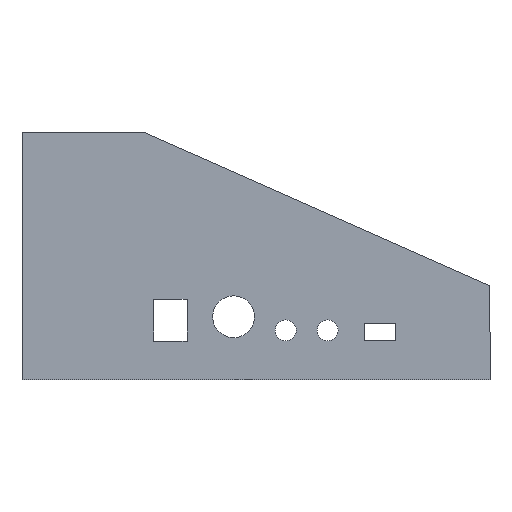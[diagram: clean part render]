
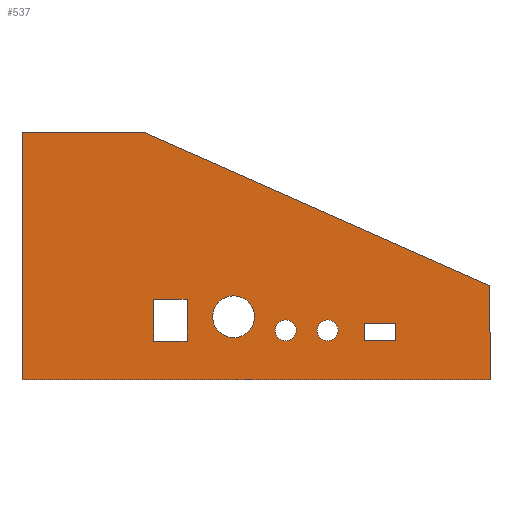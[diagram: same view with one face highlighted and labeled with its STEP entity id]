
A CAD part, left-side view. The second image highlights one B-rep face of the part: STEP entity #537.
In plain terms, the highlighted planar face has unit normal (-1, 0, 0).
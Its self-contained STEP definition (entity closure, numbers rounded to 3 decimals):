
#40 = VERTEX_POINT('',#41);
#41 = CARTESIAN_POINT('',(0.,0.,0.));
#58 = VERTEX_POINT('',#59);
#59 = CARTESIAN_POINT('',(0.,134.,0.));
#65 = EDGE_CURVE('',#40,#58,#66,.T.);
#66 = LINE('',#67,#68);
#67 = CARTESIAN_POINT('',(0.,0.,0.));
#68 = VECTOR('',#69,1.);
#69 = DIRECTION('',(0.,1.,0.));
#89 = VERTEX_POINT('',#90);
#90 = CARTESIAN_POINT('',(0.,134.,71.));
#96 = EDGE_CURVE('',#58,#89,#97,.T.);
#97 = LINE('',#98,#99);
#98 = CARTESIAN_POINT('',(0.,134.,0.));
#99 = VECTOR('',#100,1.);
#100 = DIRECTION('',(0.,0.,1.));
#120 = VERTEX_POINT('',#121);
#121 = CARTESIAN_POINT('',(0.,99.32,71.));
#127 = EDGE_CURVE('',#89,#120,#128,.T.);
#128 = LINE('',#129,#130);
#129 = CARTESIAN_POINT('',(0.,134.,71.));
#130 = VECTOR('',#131,1.);
#131 = DIRECTION('',(0.,-1.,0.));
#142 = VERTEX_POINT('',#143);
#143 = CARTESIAN_POINT('',(0.,0.,27.));
#158 = EDGE_CURVE('',#142,#120,#159,.T.);
#159 = LINE('',#160,#161);
#160 = CARTESIAN_POINT('',(0.,0.,27.));
#161 = VECTOR('',#162,1.);
#162 = DIRECTION('',(0.,0.914,0.405)
  );
#180 = EDGE_CURVE('',#40,#142,#181,.T.);
#181 = LINE('',#182,#183);
#182 = CARTESIAN_POINT('',(0.,0.,0.));
#183 = VECTOR('',#184,1.);
#184 = DIRECTION('',(0.,0.,1.));
#195 = VERTEX_POINT('',#196);
#196 = CARTESIAN_POINT('',(0.,79.4,18.1));
#212 = EDGE_CURVE('',#195,#195,#213,.T.);
#213 = CIRCLE('',#214,6.);
#214 = AXIS2_PLACEMENT_3D('',#215,#216,#217);
#215 = CARTESIAN_POINT('',(0.,73.4,18.1));
#216 = DIRECTION('',(1.,0.,0.));
#217 = DIRECTION('',(0.,1.,0.));
#228 = VERTEX_POINT('',#229);
#229 = CARTESIAN_POINT('',(0.,86.75,11.1));
#246 = VERTEX_POINT('',#247);
#247 = CARTESIAN_POINT('',(0.,96.25,11.1));
#253 = EDGE_CURVE('',#228,#246,#254,.T.);
#254 = LINE('',#255,#256);
#255 = CARTESIAN_POINT('',(0.,86.75,11.1));
#256 = VECTOR('',#257,1.);
#257 = DIRECTION('',(0.,1.,0.));
#277 = VERTEX_POINT('',#278);
#278 = CARTESIAN_POINT('',(0.,96.25,23.1));
#284 = EDGE_CURVE('',#246,#277,#285,.T.);
#285 = LINE('',#286,#287);
#286 = CARTESIAN_POINT('',(0.,96.25,11.1));
#287 = VECTOR('',#288,1.);
#288 = DIRECTION('',(0.,0.,1.));
#308 = VERTEX_POINT('',#309);
#309 = CARTESIAN_POINT('',(0.,86.75,23.1));
#315 = EDGE_CURVE('',#277,#308,#316,.T.);
#316 = LINE('',#317,#318);
#317 = CARTESIAN_POINT('',(0.,96.25,23.1));
#318 = VECTOR('',#319,1.);
#319 = DIRECTION('',(0.,-1.,0.));
#337 = EDGE_CURVE('',#308,#228,#338,.T.);
#338 = LINE('',#339,#340);
#339 = CARTESIAN_POINT('',(0.,86.75,23.1));
#340 = VECTOR('',#341,1.);
#341 = DIRECTION('',(0.,0.,-1.));
#352 = VERTEX_POINT('',#353);
#353 = CARTESIAN_POINT('',(0.,27.,11.2));
#370 = VERTEX_POINT('',#371);
#371 = CARTESIAN_POINT('',(0.,36.,11.2));
#377 = EDGE_CURVE('',#352,#370,#378,.T.);
#378 = LINE('',#379,#380);
#379 = CARTESIAN_POINT('',(0.,27.,11.2));
#380 = VECTOR('',#381,1.);
#381 = DIRECTION('',(0.,1.,0.));
#401 = VERTEX_POINT('',#402);
#402 = CARTESIAN_POINT('',(0.,36.,16.2));
#408 = EDGE_CURVE('',#370,#401,#409,.T.);
#409 = LINE('',#410,#411);
#410 = CARTESIAN_POINT('',(0.,36.,11.2));
#411 = VECTOR('',#412,1.);
#412 = DIRECTION('',(0.,0.,1.));
#432 = VERTEX_POINT('',#433);
#433 = CARTESIAN_POINT('',(0.,27.,16.2));
#439 = EDGE_CURVE('',#401,#432,#440,.T.);
#440 = LINE('',#441,#442);
#441 = CARTESIAN_POINT('',(0.,36.,16.2));
#442 = VECTOR('',#443,1.);
#443 = DIRECTION('',(0.,-1.,0.));
#461 = EDGE_CURVE('',#432,#352,#462,.T.);
#462 = LINE('',#463,#464);
#463 = CARTESIAN_POINT('',(0.,27.,16.2));
#464 = VECTOR('',#465,1.);
#465 = DIRECTION('',(0.,0.,-1.));
#476 = VERTEX_POINT('',#477);
#477 = CARTESIAN_POINT('',(0.,61.5,14.2));
#493 = EDGE_CURVE('',#476,#476,#494,.T.);
#494 = CIRCLE('',#495,3.);
#495 = AXIS2_PLACEMENT_3D('',#496,#497,#498);
#496 = CARTESIAN_POINT('',(0.,58.5,14.2));
#497 = DIRECTION('',(1.,0.,0.));
#498 = DIRECTION('',(0.,1.,0.));
#509 = VERTEX_POINT('',#510);
#510 = CARTESIAN_POINT('',(0.,49.5,14.2));
#526 = EDGE_CURVE('',#509,#509,#527,.T.);
#527 = CIRCLE('',#528,3.);
#528 = AXIS2_PLACEMENT_3D('',#529,#530,#531);
#529 = CARTESIAN_POINT('',(0.,46.5,14.2));
#530 = DIRECTION('',(1.,0.,0.));
#531 = DIRECTION('',(0.,1.,0.));
#537 = ADVANCED_FACE('',(#538,#545,#548,#554,#560,#563),#566,.F.);
#538 = FACE_BOUND('',#539,.F.);
#539 = EDGE_LOOP('',(#540,#541,#542,#543,#544));
#540 = ORIENTED_EDGE('',*,*,#65,.T.);
#541 = ORIENTED_EDGE('',*,*,#96,.T.);
#542 = ORIENTED_EDGE('',*,*,#127,.T.);
#543 = ORIENTED_EDGE('',*,*,#158,.F.);
#544 = ORIENTED_EDGE('',*,*,#180,.F.);
#545 = FACE_BOUND('',#546,.T.);
#546 = EDGE_LOOP('',(#547));
#547 = ORIENTED_EDGE('',*,*,#212,.T.);
#548 = FACE_BOUND('',#549,.T.);
#549 = EDGE_LOOP('',(#550,#551,#552,#553));
#550 = ORIENTED_EDGE('',*,*,#253,.T.);
#551 = ORIENTED_EDGE('',*,*,#284,.T.);
#552 = ORIENTED_EDGE('',*,*,#315,.T.);
#553 = ORIENTED_EDGE('',*,*,#337,.T.);
#554 = FACE_BOUND('',#555,.T.);
#555 = EDGE_LOOP('',(#556,#557,#558,#559));
#556 = ORIENTED_EDGE('',*,*,#377,.T.);
#557 = ORIENTED_EDGE('',*,*,#408,.T.);
#558 = ORIENTED_EDGE('',*,*,#439,.T.);
#559 = ORIENTED_EDGE('',*,*,#461,.T.);
#560 = FACE_BOUND('',#561,.T.);
#561 = EDGE_LOOP('',(#562));
#562 = ORIENTED_EDGE('',*,*,#493,.T.);
#563 = FACE_BOUND('',#564,.T.);
#564 = EDGE_LOOP('',(#565));
#565 = ORIENTED_EDGE('',*,*,#526,.T.);
#566 = PLANE('',#567);
#567 = AXIS2_PLACEMENT_3D('',#568,#569,#570);
#568 = CARTESIAN_POINT('',(0.,72.099,
    25.156));
#569 = DIRECTION('',(1.,0.,0.));
#570 = DIRECTION('',(0.,1.,0.));
